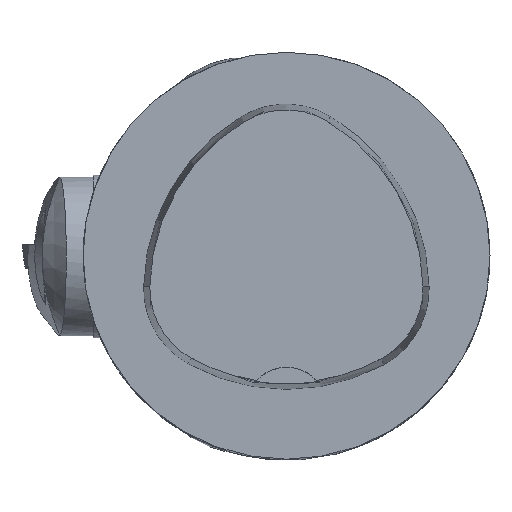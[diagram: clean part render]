
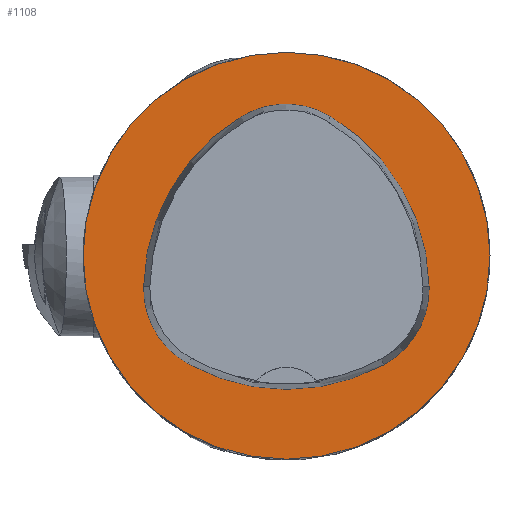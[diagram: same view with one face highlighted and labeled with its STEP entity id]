
A CAD part, top view. The second image highlights one B-rep face of the part: STEP entity #1108.
In plain terms, the highlighted planar face has unit normal (0, 0, 1).
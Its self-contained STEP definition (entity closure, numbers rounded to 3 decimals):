
#430=PLANE('',#7879);
#1108=ADVANCED_FACE('',(#2921,#2922),#430,.T.);
#2698=CIRCLE('',#7765,20.);
#2763=CIRCLE('',#7857,20.);
#2765=CIRCLE('',#7860,8.5);
#2767=CIRCLE('',#7863,20.);
#2769=CIRCLE('',#7866,8.5);
#2773=CIRCLE('',#7871,20.);
#2775=CIRCLE('',#7874,8.5);
#2921=FACE_BOUND('',#3039,.T.);
#2922=FACE_BOUND('',#3040,.T.);
#3039=EDGE_LOOP('',(#3783,#3784,#3785,#3786,#3787,#3788));
#3040=EDGE_LOOP('',(#3789));
#3783=ORIENTED_EDGE('',*,*,#6668,.T.);
#3784=ORIENTED_EDGE('',*,*,#6648,.T.);
#3785=ORIENTED_EDGE('',*,*,#6652,.T.);
#3786=ORIENTED_EDGE('',*,*,#6655,.T.);
#3787=ORIENTED_EDGE('',*,*,#6658,.T.);
#3788=ORIENTED_EDGE('',*,*,#6666,.T.);
#3789=ORIENTED_EDGE('',*,*,#6392,.F.);
#5651=VERTEX_POINT('',#10454);
#5902=VERTEX_POINT('',#11049);
#5903=VERTEX_POINT('',#11050);
#5906=VERTEX_POINT('',#11058);
#5908=VERTEX_POINT('',#11064);
#5910=VERTEX_POINT('',#11070);
#5917=VERTEX_POINT('',#11091);
#6392=EDGE_CURVE('',#5651,#5651,#2698,.T.);
#6648=EDGE_CURVE('',#5902,#5903,#2763,.T.);
#6652=EDGE_CURVE('',#5903,#5906,#2765,.T.);
#6655=EDGE_CURVE('',#5906,#5908,#2767,.T.);
#6658=EDGE_CURVE('',#5908,#5910,#2769,.T.);
#6666=EDGE_CURVE('',#5910,#5917,#2773,.T.);
#6668=EDGE_CURVE('',#5917,#5902,#2775,.T.);
#7765=AXIS2_PLACEMENT_3D('',#10453,#8414,#8415);
#7857=AXIS2_PLACEMENT_3D('',#11048,#8766,#8767);
#7860=AXIS2_PLACEMENT_3D('',#11057,#8774,#8775);
#7863=AXIS2_PLACEMENT_3D('',#11063,#8781,#8782);
#7866=AXIS2_PLACEMENT_3D('',#11069,#8788,#8789);
#7871=AXIS2_PLACEMENT_3D('',#11092,#8800,#8801);
#7874=AXIS2_PLACEMENT_3D('',#11095,#8806,#8807);
#7879=AXIS2_PLACEMENT_3D('',#11100,#8816,#8817);
#8414=DIRECTION('',(0.,0.,-1.));
#8415=DIRECTION('',(-1.,0.,0.));
#8766=DIRECTION('',(0.,0.,-1.));
#8767=DIRECTION('',(-1.,0.,0.));
#8774=DIRECTION('',(0.,0.,-1.));
#8775=DIRECTION('',(-1.,0.,0.));
#8781=DIRECTION('',(0.,0.,-1.));
#8782=DIRECTION('',(-1.,0.,0.));
#8788=DIRECTION('',(0.,0.,-1.));
#8789=DIRECTION('',(-1.,0.,0.));
#8800=DIRECTION('',(0.,0.,-1.));
#8801=DIRECTION('',(-1.,0.,0.));
#8806=DIRECTION('',(0.,0.,-1.));
#8807=DIRECTION('',(-1.,0.,0.));
#8816=DIRECTION('',(0.,0.,1.));
#8817=DIRECTION('',(1.,0.,0.));
#10453=CARTESIAN_POINT('',(0.,0.,0.));
#10454=CARTESIAN_POINT('',(-20.,0.,0.));
#11048=CARTESIAN_POINT('',(5.955,-3.414,0.));
#11049=CARTESIAN_POINT('',(-14.041,-3.042,0.));
#11050=CARTESIAN_POINT('',(-4.472,13.653,0.));
#11057=CARTESIAN_POINT('',(-0.04,6.4,0.));
#11058=CARTESIAN_POINT('',(4.347,13.68,0.));
#11063=CARTESIAN_POINT('',(-5.976,-3.45,0.));
#11064=CARTESIAN_POINT('',(14.021,-3.075,0.));
#11069=CARTESIAN_POINT('',(5.522,-3.235,0.));
#11070=CARTESIAN_POINT('',(9.588,-10.699,0.));
#11091=CARTESIAN_POINT('',(-9.655,-10.639,0.));
#11092=CARTESIAN_POINT('',(0.022,6.864,0.));
#11095=CARTESIAN_POINT('',(-5.543,-3.2,0.));
#11100=CARTESIAN_POINT('',(0.,0.,0.));
